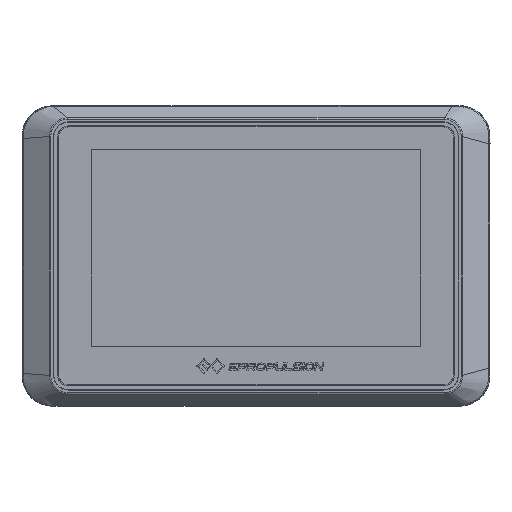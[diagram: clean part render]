
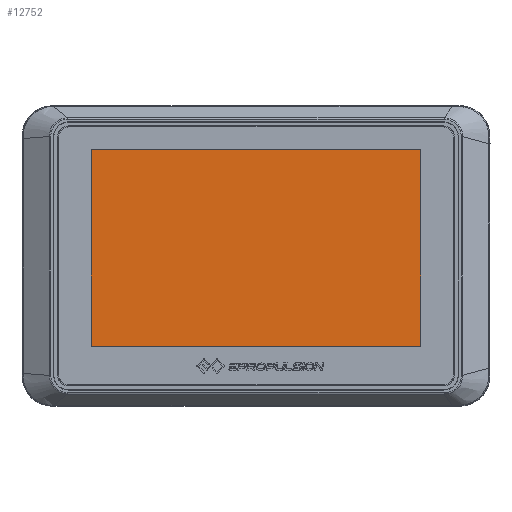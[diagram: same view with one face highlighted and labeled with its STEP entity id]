
A CAD part, top view. The second image highlights one B-rep face of the part: STEP entity #12752.
In plain terms, the highlighted planar face has unit normal (0, 0, 1).
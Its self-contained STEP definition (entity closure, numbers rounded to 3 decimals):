
#1016 = CARTESIAN_POINT ( 'NONE',  ( -54., 34.73, -0.15 ) ) ;
#3647 = DIRECTION ( 'NONE',  ( 1., 0., 0. ) ) ;
#3707 = DIRECTION ( 'NONE',  ( 0., 1., 0. ) ) ;
#7508 = EDGE_CURVE ( 'NONE', #36435, #33311, #37430, .T. ) ;
#12189 = EDGE_CURVE ( 'NONE', #18645, #59619, #61856, .T. ) ;
#12752 = ADVANCED_FACE ( 'NONE', ( #23525 ), #31281, .T. ) ;
#16243 = EDGE_LOOP ( 'NONE', ( #22934, #18951, #78605, #75230 ) ) ;
#18645 = VERTEX_POINT ( 'NONE', #52140 ) ;
#18951 = ORIENTED_EDGE ( 'NONE', *, *, #7508, .T. ) ;
#22934 = ORIENTED_EDGE ( 'NONE', *, *, #65039, .T. ) ;
#23525 = FACE_OUTER_BOUND ( 'NONE', #16243, .T. ) ;
#23839 = CARTESIAN_POINT ( 'NONE',  ( -53.7, -29.77, -0.15 ) ) ;
#25841 = EDGE_CURVE ( 'NONE', #33311, #18645, #54183, .T. ) ;
#27816 = CARTESIAN_POINT ( 'NONE',  ( -53.7, -29.47, -0.15 ) ) ;
#31025 = CARTESIAN_POINT ( 'NONE',  ( 53.7, -29.47, -0.15 ) ) ;
#31281 = PLANE ( 'NONE',  #63373 ) ;
#33311 = VERTEX_POINT ( 'NONE', #50454 ) ;
#36435 = VERTEX_POINT ( 'NONE', #31025 ) ;
#37430 = LINE ( 'NONE', #75439, #80143 ) ;
#38808 = VECTOR ( 'NONE', #75260, 1000. ) ;
#38940 = LINE ( 'NONE', #70923, #45222 ) ;
#45222 = VECTOR ( 'NONE', #84279, 1000. ) ;
#50454 = CARTESIAN_POINT ( 'NONE',  ( 53.7, 34.73, -0.15 ) ) ;
#52140 = CARTESIAN_POINT ( 'NONE',  ( -53.7, 34.73, -0.15 ) ) ;
#54183 = LINE ( 'NONE', #1016, #75593 ) ;
#57645 = DIRECTION ( 'NONE',  ( 0., 0., 1. ) ) ;
#59619 = VERTEX_POINT ( 'NONE', #27816 ) ;
#61856 = LINE ( 'NONE', #23839, #38808 ) ;
#62822 = CARTESIAN_POINT ( 'NONE',  ( 0., 0.5, -0.15 ) ) ;
#63373 = AXIS2_PLACEMENT_3D ( 'NONE', #62822, #57645, #3647 ) ;
#65039 = EDGE_CURVE ( 'NONE', #59619, #36435, #38940, .T. ) ;
#70923 = CARTESIAN_POINT ( 'NONE',  ( 54., -29.47, -0.15 ) ) ;
#74925 = DIRECTION ( 'NONE',  ( -1., 0., 0. ) ) ;
#75230 = ORIENTED_EDGE ( 'NONE', *, *, #12189, .T. ) ;
#75260 = DIRECTION ( 'NONE',  ( 0., -1., 0. ) ) ;
#75439 = CARTESIAN_POINT ( 'NONE',  ( 53.7, 35.03, -0.15 ) ) ;
#75593 = VECTOR ( 'NONE', #74925, 1000. ) ;
#78605 = ORIENTED_EDGE ( 'NONE', *, *, #25841, .T. ) ;
#80143 = VECTOR ( 'NONE', #3707, 1000. ) ;
#84279 = DIRECTION ( 'NONE',  ( 1., 0., 0. ) ) ;
